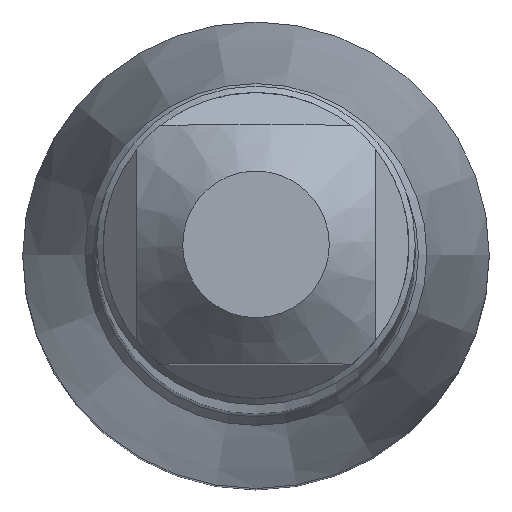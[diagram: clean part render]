
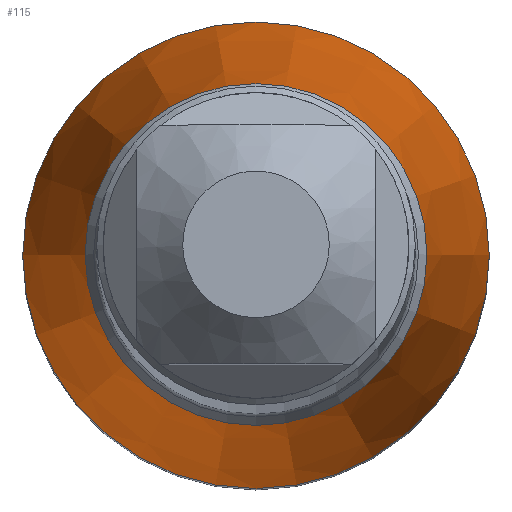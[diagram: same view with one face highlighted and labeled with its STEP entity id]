
A CAD part, top view. The second image highlights one B-rep face of the part: STEP entity #115.
In plain terms, the highlighted conical face has half-angle 8 degrees and reference radius 1.502 mm.
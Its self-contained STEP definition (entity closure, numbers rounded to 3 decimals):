
#115=ADVANCED_FACE('',(#138,#139),#123,.T.);
#123=CONICAL_SURFACE('',#406,1.502,8.);
#138=FACE_BOUND('',#169,.T.);
#139=FACE_BOUND('',#170,.T.);
#169=EDGE_LOOP('',(#239));
#170=EDGE_LOOP('',(#240));
#239=ORIENTED_EDGE('',*,*,#305,.F.);
#240=ORIENTED_EDGE('',*,*,#306,.T.);
#270=VERTEX_POINT('',#634);
#271=VERTEX_POINT('',#637);
#305=EDGE_CURVE('',#270,#270,#320,.T.);
#306=EDGE_CURVE('',#271,#271,#321,.T.);
#320=CIRCLE('',#403,1.502);
#321=CIRCLE('',#405,2.05);
#403=AXIS2_PLACEMENT_3D('',#633,#494,#495);
#405=AXIS2_PLACEMENT_3D('',#636,#498,#499);
#406=AXIS2_PLACEMENT_3D('',#638,#500,#501);
#494=DIRECTION('',(0.,0.,1.));
#495=DIRECTION('',(1.,0.,0.));
#498=DIRECTION('',(0.,0.,1.));
#499=DIRECTION('',(-1.,0.,0.));
#500=DIRECTION('',(0.,0.,-1.));
#501=DIRECTION('',(-1.,0.,0.));
#633=CARTESIAN_POINT('',(0.,0.,-51.));
#634=CARTESIAN_POINT('',(1.502,0.,-51.));
#636=CARTESIAN_POINT('',(0.,0.,-54.898));
#637=CARTESIAN_POINT('',(-2.05,0.,-54.898));
#638=CARTESIAN_POINT('',(0.,0.,-51.));
